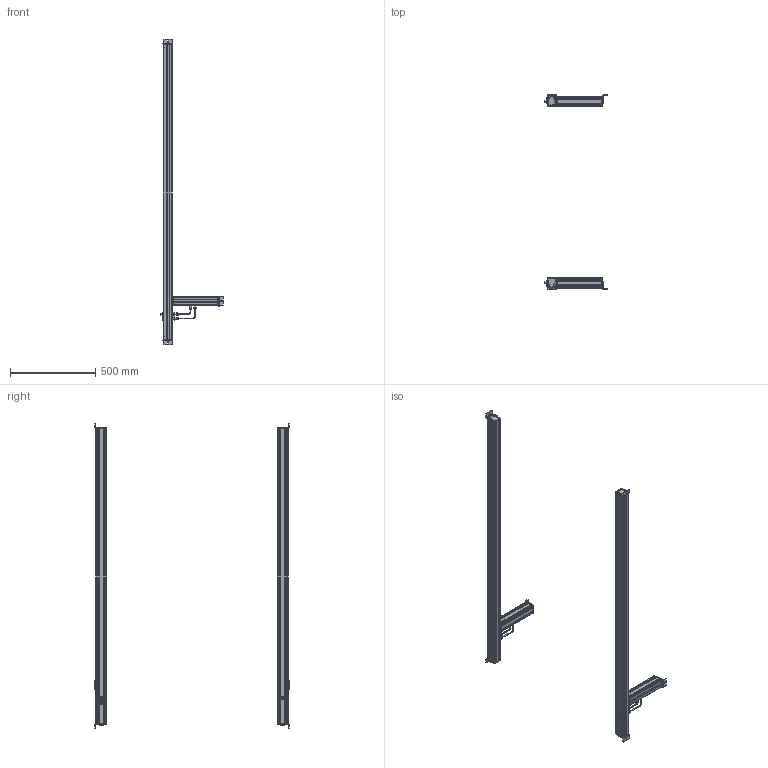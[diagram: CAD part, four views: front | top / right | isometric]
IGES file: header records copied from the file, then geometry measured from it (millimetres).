
Start section: START RECORD GO HERE.
Global section: file name: SG-305-60-L.igs; native system: IBM CATIA IGES - CATIA Version 5 Release 18 ; preprocessor: CATIA Version 5 Release 18 ; author: barry1; organization: barry1-PC; date: 20150901.185354; units: millimetre
Bounding box: 368 x 1137.77 x 1786 mm (x, y, z)
Surface area: 2134479.2 mm2 (no closed solid volume)
Topology: 0 solids, 0 shells, 3095 faces, 15768 edges, 15768 vertices
Faces by surface type: revolution 1695, plane 1216, bspline 184
